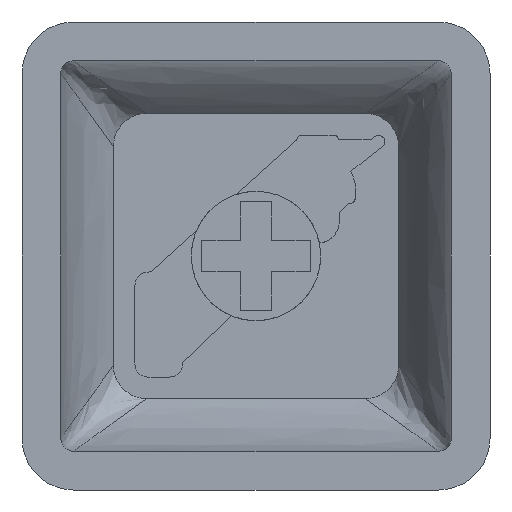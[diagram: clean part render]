
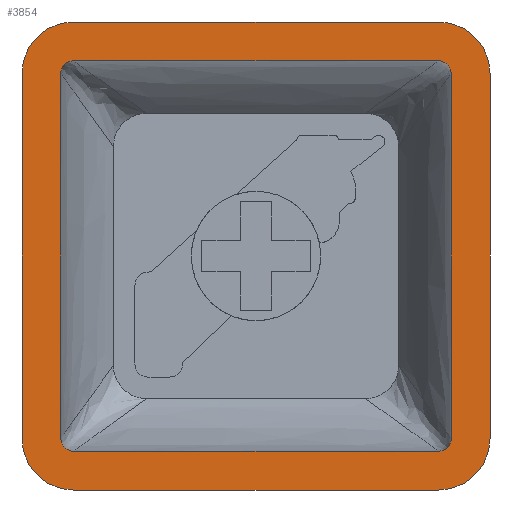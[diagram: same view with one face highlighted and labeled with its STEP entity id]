
A CAD part, front view. The second image highlights one B-rep face of the part: STEP entity #3854.
In plain terms, the highlighted planar face has unit normal (0, -1, 0).
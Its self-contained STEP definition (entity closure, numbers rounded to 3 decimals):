
#79=CIRCLE('',#4031,2.);
#80=CIRCLE('',#4032,2.);
#81=CIRCLE('',#4033,2.);
#82=CIRCLE('',#4034,2.);
#96=FACE_BOUND('',#683,.T.);
#310=B_SPLINE_CURVE_WITH_KNOTS('',3,(#6539,#6540,#6541,#6542,#6543,#6544,
#6545,#6546,#6547,#6548),.UNSPECIFIED.,.F.,.F.,(4,1,1,1,1,1,1,4),(0.,
0.143,0.286,0.429,0.571,
0.714,0.857,1.),.UNSPECIFIED.);
#313=B_SPLINE_CURVE_WITH_KNOTS('',3,(#6588,#6589,#6590,#6591,#6592,#6593,
#6594),.UNSPECIFIED.,.F.,.F.,(4,1,1,1,4),(0.,0.286,0.571,
0.857,1.),.UNSPECIFIED.);
#315=B_SPLINE_CURVE_WITH_KNOTS('',3,(#6656,#6657,#6658,#6659,#6660,#6661,
#6662,#6663,#6664),.UNSPECIFIED.,.F.,.F.,(4,1,1,1,1,1,4),(0.,
0.214,0.429,0.571,0.714,
0.857,1.),.UNSPECIFIED.);
#317=B_SPLINE_CURVE_WITH_KNOTS('',3,(#6698,#6699,#6700,#6701,#6702,#6703,
#6704),.UNSPECIFIED.,.F.,.F.,(4,1,1,1,4),(0.,0.286,0.571,
0.857,1.),.UNSPECIFIED.);
#319=B_SPLINE_CURVE_WITH_KNOTS('',3,(#6772,#6773,#6774,#6775,#6776,#6777,
#6778,#6779,#6780,#6781),.UNSPECIFIED.,.F.,.F.,(4,1,1,1,1,1,1,4),(0.,
0.143,0.286,0.429,0.571,
0.714,0.857,1.),.UNSPECIFIED.);
#321=B_SPLINE_CURVE_WITH_KNOTS('',3,(#6815,#6816,#6817,#6818,#6819,#6820,
#6821),.UNSPECIFIED.,.F.,.F.,(4,1,1,1,4),(0.,0.286,0.571,
0.857,1.),.UNSPECIFIED.);
#323=B_SPLINE_CURVE_WITH_KNOTS('',3,(#6883,#6884,#6885,#6886,#6887,#6888,
#6889,#6890,#6891),.UNSPECIFIED.,.F.,.F.,(4,1,1,1,1,1,4),(0.,
0.214,0.429,0.571,0.714,
0.857,1.),.UNSPECIFIED.);
#324=B_SPLINE_CURVE_WITH_KNOTS('',3,(#6920,#6921,#6922,#6923,#6924,#6925,
#6926),.UNSPECIFIED.,.F.,.F.,(4,1,1,1,4),(0.,0.286,0.571,
0.857,1.),.UNSPECIFIED.);
#472=FACE_OUTER_BOUND('',#682,.T.);
#682=EDGE_LOOP('',(#2880,#2881,#2882,#2883,#2884,#2885,#2886,#2887));
#683=EDGE_LOOP('',(#2888,#2889,#2890,#2891,#2892,#2893,#2894,#2895));
#918=LINE('',#6932,#1254);
#919=LINE('',#6936,#1255);
#920=LINE('',#6940,#1256);
#921=LINE('',#6943,#1257);
#1254=VECTOR('',#4291,10.);
#1255=VECTOR('',#4294,10.);
#1256=VECTOR('',#4297,10.);
#1257=VECTOR('',#4300,10.);
#1640=VERTEX_POINT('',#6531);
#1641=VERTEX_POINT('',#6538);
#1642=VERTEX_POINT('',#6583);
#1643=VERTEX_POINT('',#6649);
#1644=VERTEX_POINT('',#6693);
#1645=VERTEX_POINT('',#6765);
#1646=VERTEX_POINT('',#6810);
#1647=VERTEX_POINT('',#6876);
#1648=VERTEX_POINT('',#6928);
#1649=VERTEX_POINT('',#6929);
#1650=VERTEX_POINT('',#6931);
#1651=VERTEX_POINT('',#6933);
#1652=VERTEX_POINT('',#6935);
#1653=VERTEX_POINT('',#6937);
#1654=VERTEX_POINT('',#6939);
#1655=VERTEX_POINT('',#6941);
#2110=EDGE_CURVE('',#1641,#1640,#310,.T.);
#2113=EDGE_CURVE('',#1640,#1642,#313,.T.);
#2115=EDGE_CURVE('',#1642,#1643,#315,.T.);
#2117=EDGE_CURVE('',#1643,#1644,#317,.T.);
#2119=EDGE_CURVE('',#1644,#1645,#319,.T.);
#2121=EDGE_CURVE('',#1645,#1646,#321,.T.);
#2123=EDGE_CURVE('',#1646,#1647,#323,.T.);
#2124=EDGE_CURVE('',#1647,#1641,#324,.T.);
#2125=EDGE_CURVE('',#1648,#1649,#79,.T.);
#2126=EDGE_CURVE('',#1650,#1648,#918,.T.);
#2127=EDGE_CURVE('',#1651,#1650,#80,.T.);
#2128=EDGE_CURVE('',#1652,#1651,#919,.T.);
#2129=EDGE_CURVE('',#1653,#1652,#81,.T.);
#2130=EDGE_CURVE('',#1654,#1653,#920,.T.);
#2131=EDGE_CURVE('',#1655,#1654,#82,.T.);
#2132=EDGE_CURVE('',#1649,#1655,#921,.T.);
#2880=ORIENTED_EDGE('',*,*,#2125,.F.);
#2881=ORIENTED_EDGE('',*,*,#2126,.F.);
#2882=ORIENTED_EDGE('',*,*,#2127,.F.);
#2883=ORIENTED_EDGE('',*,*,#2128,.F.);
#2884=ORIENTED_EDGE('',*,*,#2129,.F.);
#2885=ORIENTED_EDGE('',*,*,#2130,.F.);
#2886=ORIENTED_EDGE('',*,*,#2131,.F.);
#2887=ORIENTED_EDGE('',*,*,#2132,.F.);
#2888=ORIENTED_EDGE('',*,*,#2110,.T.);
#2889=ORIENTED_EDGE('',*,*,#2113,.T.);
#2890=ORIENTED_EDGE('',*,*,#2115,.T.);
#2891=ORIENTED_EDGE('',*,*,#2117,.T.);
#2892=ORIENTED_EDGE('',*,*,#2119,.T.);
#2893=ORIENTED_EDGE('',*,*,#2121,.T.);
#2894=ORIENTED_EDGE('',*,*,#2123,.T.);
#2895=ORIENTED_EDGE('',*,*,#2124,.T.);
#3705=PLANE('',#4030);
#3854=ADVANCED_FACE('',(#472,#96),#3705,.F.);
#4030=AXIS2_PLACEMENT_3D('',#6927,#4287,#4288);
#4031=AXIS2_PLACEMENT_3D('',#6930,#4289,#4290);
#4032=AXIS2_PLACEMENT_3D('',#6934,#4292,#4293);
#4033=AXIS2_PLACEMENT_3D('',#6938,#4295,#4296);
#4034=AXIS2_PLACEMENT_3D('',#6942,#4298,#4299);
#4287=DIRECTION('center_axis',(0.,1.,0.));
#4288=DIRECTION('ref_axis',(0.,0.,1.));
#4289=DIRECTION('center_axis',(0.,1.,0.));
#4290=DIRECTION('ref_axis',(0.,0.,1.));
#4291=DIRECTION('',(1.,0.,0.));
#4292=DIRECTION('center_axis',(0.,1.,0.));
#4293=DIRECTION('ref_axis',(-1.,0.,0.));
#4294=DIRECTION('',(0.,0.,1.));
#4295=DIRECTION('center_axis',(0.,1.,0.));
#4296=DIRECTION('ref_axis',(0.,0.,-1.));
#4297=DIRECTION('',(-1.,0.,0.));
#4298=DIRECTION('center_axis',(0.,1.,0.));
#4299=DIRECTION('ref_axis',(1.,0.,0.));
#4300=DIRECTION('',(0.,0.,-1.));
#6531=CARTESIAN_POINT('',(16.6,0.,16.1));
#6538=CARTESIAN_POINT('',(16.1,0.,16.6));
#6539=CARTESIAN_POINT('Ctrl Pts',(16.1,0.,16.6));
#6540=CARTESIAN_POINT('Ctrl Pts',(16.137,0.,16.6));
#6541=CARTESIAN_POINT('Ctrl Pts',(16.212,0.,16.592));
#6542=CARTESIAN_POINT('Ctrl Pts',(16.319,0.,16.554));
#6543=CARTESIAN_POINT('Ctrl Pts',(16.414,0.,16.494));
#6544=CARTESIAN_POINT('Ctrl Pts',(16.494,0.,16.414));
#6545=CARTESIAN_POINT('Ctrl Pts',(16.554,0.,16.319));
#6546=CARTESIAN_POINT('Ctrl Pts',(16.592,0.,16.212));
#6547=CARTESIAN_POINT('Ctrl Pts',(16.6,0.,16.137));
#6548=CARTESIAN_POINT('Ctrl Pts',(16.6,0.,16.1));
#6583=CARTESIAN_POINT('',(16.6,0.,2.));
#6588=CARTESIAN_POINT('Ctrl Pts',(16.6,0.,16.1));
#6589=CARTESIAN_POINT('Ctrl Pts',(16.6,0.,15.801));
#6590=CARTESIAN_POINT('Ctrl Pts',(16.6,0.,13.413));
#6591=CARTESIAN_POINT('Ctrl Pts',(16.6,0.,7.532));
#6592=CARTESIAN_POINT('Ctrl Pts',(16.6,0.,3.269));
#6593=CARTESIAN_POINT('Ctrl Pts',(16.6,0.,2.15));
#6594=CARTESIAN_POINT('Ctrl Pts',(16.6,0.,2.));
#6649=CARTESIAN_POINT('',(16.1,0.,1.5));
#6656=CARTESIAN_POINT('Ctrl Pts',(16.6,0.,2.));
#6657=CARTESIAN_POINT('Ctrl Pts',(16.6,0.,1.944));
#6658=CARTESIAN_POINT('Ctrl Pts',(16.581,0.,1.832));
#6659=CARTESIAN_POINT('Ctrl Pts',(16.508,0.,1.699));
#6660=CARTESIAN_POINT('Ctrl Pts',(16.414,0.,1.606));
#6661=CARTESIAN_POINT('Ctrl Pts',(16.319,0.,1.546));
#6662=CARTESIAN_POINT('Ctrl Pts',(16.212,0.,1.508));
#6663=CARTESIAN_POINT('Ctrl Pts',(16.137,0.,1.5));
#6664=CARTESIAN_POINT('Ctrl Pts',(16.1,0.,1.5));
#6693=CARTESIAN_POINT('',(2.,0.,1.5));
#6698=CARTESIAN_POINT('Ctrl Pts',(16.1,0.,1.5));
#6699=CARTESIAN_POINT('Ctrl Pts',(15.801,0.,1.5));
#6700=CARTESIAN_POINT('Ctrl Pts',(13.413,0.,1.5));
#6701=CARTESIAN_POINT('Ctrl Pts',(7.532,0.,1.5));
#6702=CARTESIAN_POINT('Ctrl Pts',(3.269,0.,1.5));
#6703=CARTESIAN_POINT('Ctrl Pts',(2.15,0.,1.5));
#6704=CARTESIAN_POINT('Ctrl Pts',(2.,0.,1.5));
#6765=CARTESIAN_POINT('',(1.5,0.,2.));
#6772=CARTESIAN_POINT('Ctrl Pts',(2.,0.,1.5));
#6773=CARTESIAN_POINT('Ctrl Pts',(1.963,0.,1.5));
#6774=CARTESIAN_POINT('Ctrl Pts',(1.888,0.,1.508));
#6775=CARTESIAN_POINT('Ctrl Pts',(1.781,0.,1.546));
#6776=CARTESIAN_POINT('Ctrl Pts',(1.686,0.,1.606));
#6777=CARTESIAN_POINT('Ctrl Pts',(1.606,0.,1.686));
#6778=CARTESIAN_POINT('Ctrl Pts',(1.546,0.,1.781));
#6779=CARTESIAN_POINT('Ctrl Pts',(1.508,0.,1.888));
#6780=CARTESIAN_POINT('Ctrl Pts',(1.5,0.,1.963));
#6781=CARTESIAN_POINT('Ctrl Pts',(1.5,0.,2.));
#6810=CARTESIAN_POINT('',(1.5,0.,16.1));
#6815=CARTESIAN_POINT('Ctrl Pts',(1.5,0.,2.));
#6816=CARTESIAN_POINT('Ctrl Pts',(1.5,0.,2.299));
#6817=CARTESIAN_POINT('Ctrl Pts',(1.5,0.,4.687));
#6818=CARTESIAN_POINT('Ctrl Pts',(1.5,0.,10.568));
#6819=CARTESIAN_POINT('Ctrl Pts',(1.5,0.,14.831));
#6820=CARTESIAN_POINT('Ctrl Pts',(1.5,0.,15.95));
#6821=CARTESIAN_POINT('Ctrl Pts',(1.5,0.,16.1));
#6876=CARTESIAN_POINT('',(2.,0.,16.6));
#6883=CARTESIAN_POINT('Ctrl Pts',(1.5,0.,16.1));
#6884=CARTESIAN_POINT('Ctrl Pts',(1.5,0.,16.156));
#6885=CARTESIAN_POINT('Ctrl Pts',(1.519,0.,16.268));
#6886=CARTESIAN_POINT('Ctrl Pts',(1.592,0.,16.401));
#6887=CARTESIAN_POINT('Ctrl Pts',(1.686,0.,16.494));
#6888=CARTESIAN_POINT('Ctrl Pts',(1.781,0.,16.554));
#6889=CARTESIAN_POINT('Ctrl Pts',(1.888,0.,16.592));
#6890=CARTESIAN_POINT('Ctrl Pts',(1.963,0.,16.6));
#6891=CARTESIAN_POINT('Ctrl Pts',(2.,0.,16.6));
#6920=CARTESIAN_POINT('Ctrl Pts',(2.,0.,16.6));
#6921=CARTESIAN_POINT('Ctrl Pts',(2.299,0.,16.6));
#6922=CARTESIAN_POINT('Ctrl Pts',(4.687,0.,16.6));
#6923=CARTESIAN_POINT('Ctrl Pts',(10.568,0.,16.6));
#6924=CARTESIAN_POINT('Ctrl Pts',(14.831,0.,16.6));
#6925=CARTESIAN_POINT('Ctrl Pts',(15.95,0.,16.6));
#6926=CARTESIAN_POINT('Ctrl Pts',(16.1,0.,16.6));
#6927=CARTESIAN_POINT('Origin',(9.05,0.,9.05));
#6928=CARTESIAN_POINT('',(16.1,0.,18.1));
#6929=CARTESIAN_POINT('',(18.1,0.,16.1));
#6930=CARTESIAN_POINT('Origin',(16.1,0.,16.1));
#6931=CARTESIAN_POINT('',(2.,0.,18.1));
#6932=CARTESIAN_POINT('',(16.1,0.,18.1));
#6933=CARTESIAN_POINT('',(0.,0.,16.1));
#6934=CARTESIAN_POINT('Origin',(2.,0.,16.1));
#6935=CARTESIAN_POINT('',(0.,0.,2.));
#6936=CARTESIAN_POINT('',(0.,0.,16.1));
#6937=CARTESIAN_POINT('',(2.,0.,0.));
#6938=CARTESIAN_POINT('Origin',(2.,0.,2.));
#6939=CARTESIAN_POINT('',(16.1,0.,0.));
#6940=CARTESIAN_POINT('',(2.,0.,0.));
#6941=CARTESIAN_POINT('',(18.1,0.,2.));
#6942=CARTESIAN_POINT('Origin',(16.1,0.,2.));
#6943=CARTESIAN_POINT('',(18.1,0.,2.));
